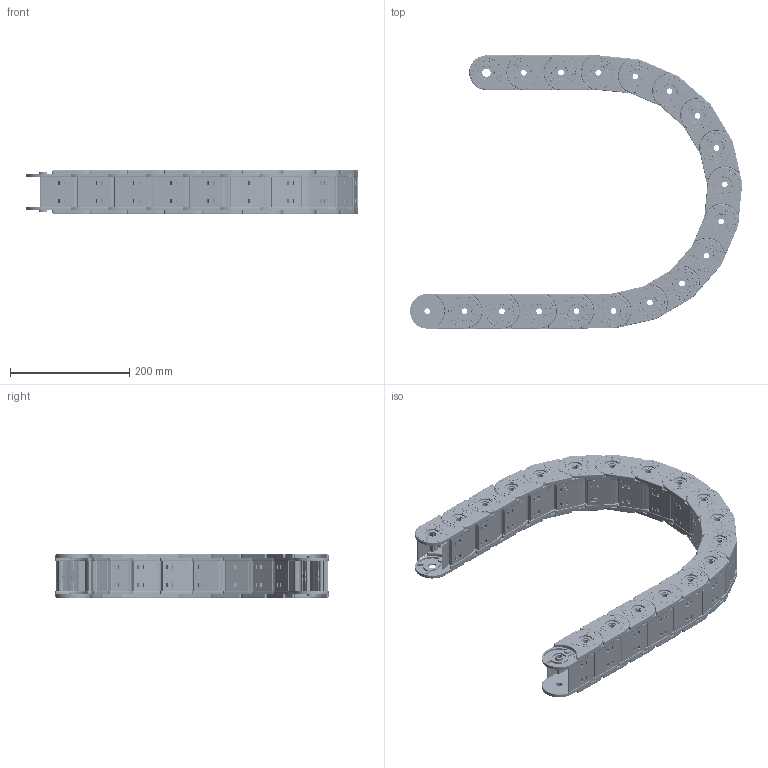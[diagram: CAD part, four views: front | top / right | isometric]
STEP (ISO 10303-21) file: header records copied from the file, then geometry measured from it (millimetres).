
FILE_DESCRIPTION (( 'STEP AP214' ), '1' );
FILE_NAME ('CK42-K050-R200.STEP', '2019-09-10T07:28:37', ( '' ), ( '' ), 'SwSTEP 2.0', 'SolidWorks 2017', '' );
FILE_SCHEMA (( 'AUTOMOTIVE_DESIGN' ));
Length unit declared in the file: millimetre
Products named in the file (2): CK42-K050-R200; CK42-K050
Assembly tree (18 placements, depth 2):
  CK42-K050-R200
    CK42-K050  x18
Bounding box: 556.77 x 458 x 74.8 mm (x, y, z)
Volume: 1569119.3 mm3; surface area: 1030451.6 mm2
Topology: 72 solids, 72 shells, 10584 faces, 28584 edges, 18720 vertices
Faces by surface type: plane 5148, cylinder 4320, bspline 1116
Entity records: 33290 total; most frequent: CARTESIAN_POINT 19394, ORIENTED_EDGE 3168, DIRECTION 2288, EDGE_CURVE 1584, VERTEX_POINT 1040, LINE 938, VECTOR 938, AXIS2_PLACEMENT_3D 675
